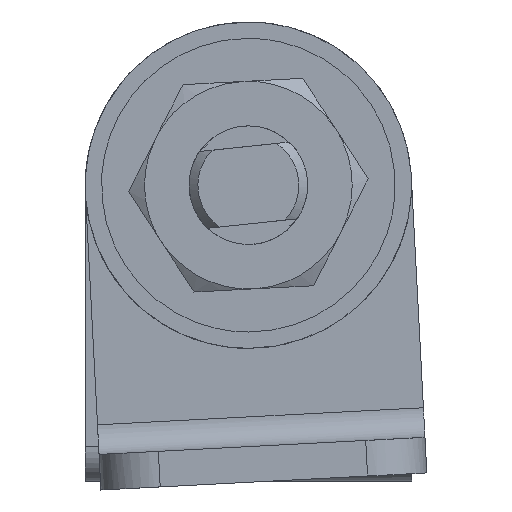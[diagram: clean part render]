
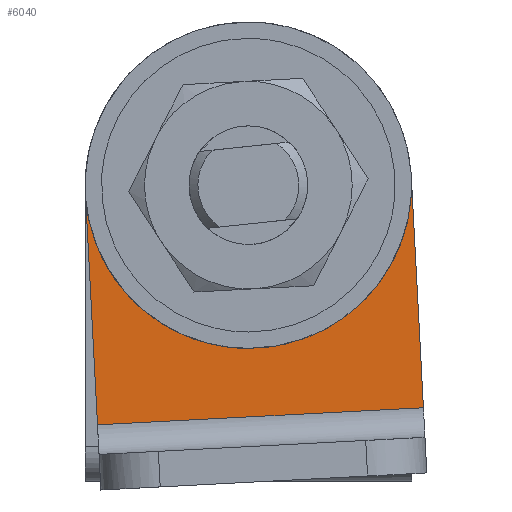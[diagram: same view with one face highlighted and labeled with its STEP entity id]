
A CAD part, left-side view. The second image highlights one B-rep face of the part: STEP entity #6040.
In plain terms, the highlighted free-form (B-spline) face has degree [1, 1] with [2, 2] control points.
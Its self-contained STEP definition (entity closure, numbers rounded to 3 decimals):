
#5815=CARTESIAN_POINT('',(-1.2,-1.996,0.122));
#5816=VERTEX_POINT('',#5815);
#5817=CARTESIAN_POINT('',(-1.2,0.,-2.));
#5818=VERTEX_POINT('',#5817);
#5819=CARTESIAN_POINT('',(-1.2,-1.996,0.122));
#5820=CARTESIAN_POINT('',(-1.2,-2.,0.061));
#5821=CARTESIAN_POINT('',(-1.2,-2.,0.));
#5822=CARTESIAN_POINT('',(-1.2,-2.,-2.));
#5823=CARTESIAN_POINT('',(-1.2,0.,-2.));
#5831=(BOUNDED_CURVE()B_SPLINE_CURVE(2,(#5819,#5820,#5821,#5822,#5823),.UNSPECIFIED.,.F.,.U.)B_SPLINE_CURVE_WITH_KNOTS((3,2,3),(0.239,0.25,0.5),.UNSPECIFIED.)CURVE()GEOMETRIC_REPRESENTATION_ITEM()RATIONAL_B_SPLINE_CURVE((0.976,0.988,1.0,0.707,1.0))REPRESENTATION_ITEM(''));
#5832=EDGE_CURVE('',#5816,#5818,#5831,.T.);
#5873=CARTESIAN_POINT('',(-1.2,1.996,-0.122));
#5874=VERTEX_POINT('',#5873);
#5880=CARTESIAN_POINT('',(-1.2,0.,-2.));
#5881=CARTESIAN_POINT('',(-1.2,1.881,-2.));
#5882=CARTESIAN_POINT('',(-1.2,1.996,-0.122));
#5890=(BOUNDED_CURVE()B_SPLINE_CURVE(2,(#5880,#5881,#5882),.UNSPECIFIED.,.F.,.U.)B_SPLINE_CURVE_WITH_KNOTS((3,3),(0.5,0.739),.UNSPECIFIED.)CURVE()GEOMETRIC_REPRESENTATION_ITEM()RATIONAL_B_SPLINE_CURVE((1.0,0.72,0.976))REPRESENTATION_ITEM(''));
#5891=EDGE_CURVE('',#5818,#5874,#5890,.T.);
#5914=CARTESIAN_POINT('',(-1.2,0.,2.));
#5915=VERTEX_POINT('',#5914);
#5916=CARTESIAN_POINT('',(-1.2,0.,2.));
#5917=CARTESIAN_POINT('',(-1.2,-1.881,2.));
#5918=CARTESIAN_POINT('',(-1.2,-1.996,0.122));
#5926=(BOUNDED_CURVE()B_SPLINE_CURVE(2,(#5916,#5917,#5918),.UNSPECIFIED.,.F.,.U.)B_SPLINE_CURVE_WITH_KNOTS((3,3),(0.0,0.239),.UNSPECIFIED.)CURVE()GEOMETRIC_REPRESENTATION_ITEM()RATIONAL_B_SPLINE_CURVE((1.0,0.72,0.976))REPRESENTATION_ITEM(''));
#5927=EDGE_CURVE('',#5915,#5816,#5926,.T.);
#5929=CARTESIAN_POINT('',(-1.2,1.996,-0.122));
#5930=CARTESIAN_POINT('',(-1.2,2.,-0.061));
#5931=CARTESIAN_POINT('',(-1.2,2.,0.));
#5932=CARTESIAN_POINT('',(-1.2,2.,2.));
#5933=CARTESIAN_POINT('',(-1.2,0.,2.));
#5941=(BOUNDED_CURVE()B_SPLINE_CURVE(2,(#5929,#5930,#5931,#5932,#5933),.UNSPECIFIED.,.F.,.U.)B_SPLINE_CURVE_WITH_KNOTS((3,2,3),(0.739,0.75,1.0),.UNSPECIFIED.)CURVE()GEOMETRIC_REPRESENTATION_ITEM()RATIONAL_B_SPLINE_CURVE((0.976,0.988,1.0,0.707,1.0))REPRESENTATION_ITEM(''));
#5942=EDGE_CURVE('',#5874,#5915,#5941,.T.);
#5979=CARTESIAN_POINT('',(-1.2,-6.47,-8.755));
#5980=CARTESIAN_POINT('',(-1.2,6.062,-8.755));
#5981=CARTESIAN_POINT('',(-1.2,-6.47,6.17));
#5982=CARTESIAN_POINT('',(-1.2,6.062,6.17));
#5983=B_SPLINE_SURFACE_WITH_KNOTS('',1,1,((#5979,#5981),(#5980,#5982)),.UNSPECIFIED.,.F.,.F.,.U.,(2,2),(2,2),(0.0,12.531),(0.0,14.925),.UNSPECIFIED.);
#5984=CARTESIAN_POINT('',(-1.2,-5.492,0.288));
#5985=VERTEX_POINT('',#5984);
#5986=CARTESIAN_POINT('',(-1.2,-5.901,-7.501));
#5987=VERTEX_POINT('',#5986);
#5988=CARTESIAN_POINT('',(-1.2,-5.492,0.288));
#5989=CARTESIAN_POINT('',(-1.2,-5.901,-7.501));
#5990=QUASI_UNIFORM_CURVE('',1,(#5988,#5989),.UNSPECIFIED.,.F.,.U.);
#5991=EDGE_CURVE('',#5985,#5987,#5990,.T.);
#5992=ORIENTED_EDGE('',*,*,#5991,.F.);
#5993=CARTESIAN_POINT('',(-1.2,5.492,-0.288));
#5994=VERTEX_POINT('',#5993);
#5995=CARTESIAN_POINT('',(-1.2,5.492,-0.288));
#5996=CARTESIAN_POINT('',(-1.2,5.517,0.184));
#5997=CARTESIAN_POINT('',(-1.2,5.45,1.066));
#5998=CARTESIAN_POINT('',(-1.2,5.077,2.206));
#5999=CARTESIAN_POINT('',(-1.2,4.524,3.191));
#6000=CARTESIAN_POINT('',(-1.2,3.861,3.964));
#6001=CARTESIAN_POINT('',(-1.2,3.172,4.512));
#6002=CARTESIAN_POINT('',(-1.2,2.536,4.896));
#6003=CARTESIAN_POINT('',(-1.2,1.918,5.173));
#6004=CARTESIAN_POINT('',(-1.2,1.139,5.401));
#6005=CARTESIAN_POINT('',(-1.2,0.423,5.501));
#6006=CARTESIAN_POINT('',(-1.2,-0.432,5.504));
#6007=CARTESIAN_POINT('',(-1.2,-1.26,5.384));
#6008=CARTESIAN_POINT('',(-1.2,-2.117,5.098));
#6009=CARTESIAN_POINT('',(-1.2,-2.881,4.711));
#6010=CARTESIAN_POINT('',(-1.2,-3.541,4.236));
#6011=CARTESIAN_POINT('',(-1.2,-4.153,3.636));
#6012=CARTESIAN_POINT('',(-1.2,-4.684,2.934));
#6013=CARTESIAN_POINT('',(-1.2,-5.108,2.111));
#6014=CARTESIAN_POINT('',(-1.2,-5.392,1.206));
#6015=CARTESIAN_POINT('',(-1.2,-5.476,0.602));
#6016=CARTESIAN_POINT('',(-1.2,-5.492,0.288));
#6017=B_SPLINE_CURVE_WITH_KNOTS('',3,(#5995,#5996,#5997,#5998,#5999,#6000,#6001,#6002,#6003,#6004,#6005,#6006,#6007,#6008,#6009,#6010,#6011,#6012,#6013,#6014,#6015,#6016),.UNSPECIFIED.,.F.,.U.,(4,1,1,1,1,1,1,1,1,1,1,1,1,1,1,1,1,1,1,4),(0.,1.417,2.632,3.577,4.792,5.67,6.21,7.02,7.695,8.639,9.179,10.259,11.137,11.879,12.824,13.567,14.444,15.457,16.334,17.279),.UNSPECIFIED.);
#6018=EDGE_CURVE('',#5994,#5985,#6017,.T.);
#6019=ORIENTED_EDGE('',*,*,#6018,.F.);
#6020=CARTESIAN_POINT('',(-1.2,5.084,-8.077));
#6021=VERTEX_POINT('',#6020);
#6022=CARTESIAN_POINT('',(-1.2,5.084,-8.077));
#6023=CARTESIAN_POINT('',(-1.2,5.492,-0.288));
#6024=QUASI_UNIFORM_CURVE('',1,(#6022,#6023),.UNSPECIFIED.,.F.,.U.);
#6025=EDGE_CURVE('',#6021,#5994,#6024,.T.);
#6026=ORIENTED_EDGE('',*,*,#6025,.F.);
#6027=CARTESIAN_POINT('',(-1.2,-5.901,-7.501));
#6028=CARTESIAN_POINT('',(-1.2,5.084,-8.077));
#6029=QUASI_UNIFORM_CURVE('',1,(#6027,#6028),.UNSPECIFIED.,.F.,.U.);
#6030=EDGE_CURVE('',#5987,#6021,#6029,.T.);
#6031=ORIENTED_EDGE('',*,*,#6030,.F.);
#6032=EDGE_LOOP('',(#5992,#6019,#6026,#6031));
#6033=FACE_OUTER_BOUND('',#6032,.T.);
#6034=ORIENTED_EDGE('',*,*,#5891,.T.);
#6035=ORIENTED_EDGE('',*,*,#5942,.T.);
#6036=ORIENTED_EDGE('',*,*,#5927,.T.);
#6037=ORIENTED_EDGE('',*,*,#5832,.T.);
#6038=EDGE_LOOP('',(#6034,#6035,#6036,#6037));
#6039=FACE_BOUND('',#6038,.T.);
#6040=ADVANCED_FACE('',(#6033,#6039),#5983,.F.);
